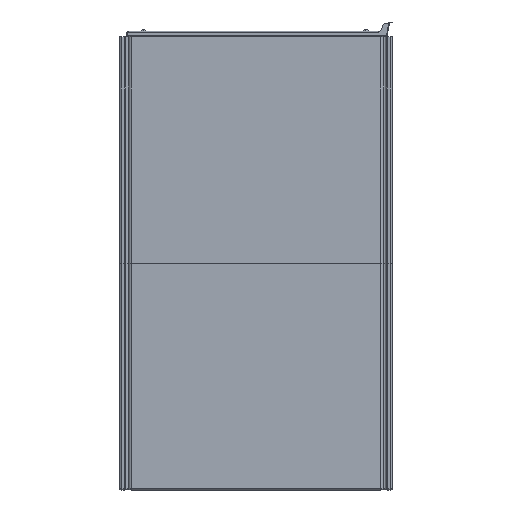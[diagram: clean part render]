
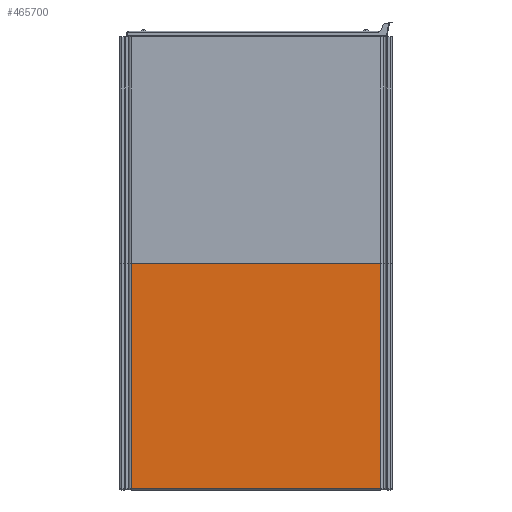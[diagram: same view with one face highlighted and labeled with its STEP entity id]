
A CAD part, top view. The second image highlights one B-rep face of the part: STEP entity #465700.
In plain terms, the highlighted face is planar.
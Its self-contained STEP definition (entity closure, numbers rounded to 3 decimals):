
#440320=CARTESIAN_POINT('',(0.,-50.,52.));
#440330=DIRECTION('',(1.,0.,0.));
#440340=VECTOR('',#440330,1.);
#440350=LINE('',#440320,#440340);
#440790=CARTESIAN_POINT('',(186.172,-50.,52.));
#440800=VERTEX_POINT('',#440790);
#440830=CARTESIAN_POINT('',(-180.172,-50.,52.));
#440840=VERTEX_POINT('',#440830);
#440850=EDGE_CURVE('',#440840,#440800,#440350,.T.);
#446180=CARTESIAN_POINT('',(173.,-50.,0.));
#446190=DIRECTION('',(-0.,1.,0.));
#446200=DIRECTION('',(1.,0.,0.));
#446210=AXIS2_PLACEMENT_3D('',#446180,#446190,#446200);
#446220=PLANE('',#446210);
#455760=CARTESIAN_POINT('',(-180.172,-50.,-278.));
#455770=VERTEX_POINT('',#455760);
#455800=CARTESIAN_POINT('',(0.,-50.,-278.));
#455810=DIRECTION('',(-1.,0.,0.));
#455820=VECTOR('',#455810,1.);
#455830=LINE('',#455800,#455820);
#455840=CARTESIAN_POINT('',(186.172,-50.,-278.));
#455850=VERTEX_POINT('',#455840);
#455860=EDGE_CURVE('',#455850,#455770,#455830,.T.);
#461280=CARTESIAN_POINT('',(-180.172,-50.,0.));
#461290=DIRECTION('',(0.,0.,-1.));
#461300=VECTOR('',#461290,1.);
#461310=LINE('',#461280,#461300);
#461320=EDGE_CURVE('',#440840,#455770,#461310,.T.);
#465590=ORIENTED_EDGE('',*,*,#440850,.F.);
#465600=CARTESIAN_POINT('',(186.172,-50.,0.));
#465610=DIRECTION('',(0.,0.,1.));
#465620=VECTOR('',#465610,1.);
#465630=LINE('',#465600,#465620);
#465640=EDGE_CURVE('',#455850,#440800,#465630,.T.);
#465650=ORIENTED_EDGE('',*,*,#465640,.T.);
#465660=ORIENTED_EDGE('',*,*,#455860,.F.);
#465670=ORIENTED_EDGE('',*,*,#461320,.T.);
#465680=EDGE_LOOP('',(#465670,#465660,#465650,#465590));
#465690=FACE_OUTER_BOUND('',#465680,.T.);
#465700=ADVANCED_FACE('',(#465690),#446220,.F.);
